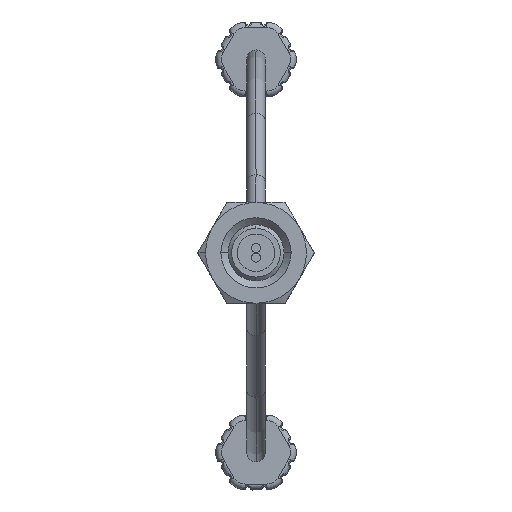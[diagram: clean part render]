
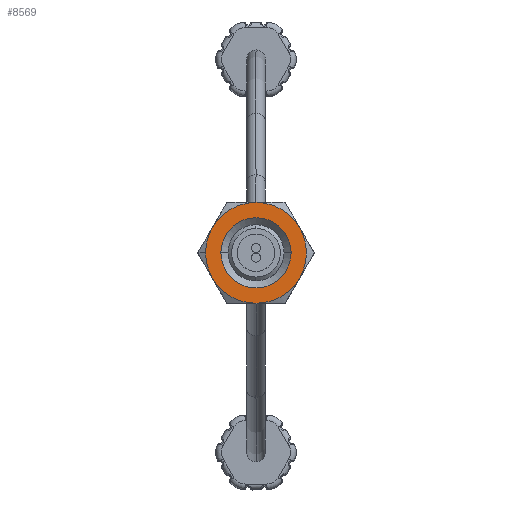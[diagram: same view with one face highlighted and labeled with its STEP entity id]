
A CAD part, top view. The second image highlights one B-rep face of the part: STEP entity #8569.
In plain terms, the highlighted planar face has unit normal (0, 0, 1).
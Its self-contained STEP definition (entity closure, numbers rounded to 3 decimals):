
#34=CARTESIAN_POINT('',(0.,0.,-2.95));
#35=DIRECTION('',(0.,0.,-1.));
#36=DIRECTION('',(-0.866,-0.5,0.));
#37=AXIS2_PLACEMENT_3D('',#34,#35,#36);
#39=CARTESIAN_POINT('',(0.,0.,-2.95));
#40=DIRECTION('',(0.,0.,-1.));
#41=DIRECTION('',(-1.,0.,0.));
#42=AXIS2_PLACEMENT_3D('',#39,#40,#41);
#44=CARTESIAN_POINT('',(0.,0.,-2.95));
#45=DIRECTION('',(0.,0.,-1.));
#46=DIRECTION('',(-0.866,0.5,0.));
#47=AXIS2_PLACEMENT_3D('',#44,#45,#46);
#49=CARTESIAN_POINT('',(0.,0.,-2.95));
#50=DIRECTION('',(0.,0.,-1.));
#51=DIRECTION('',(0.,1.,0.));
#52=AXIS2_PLACEMENT_3D('',#49,#50,#51);
#54=CARTESIAN_POINT('',(0.,0.,-2.95));
#55=DIRECTION('',(0.,0.,-1.));
#56=DIRECTION('',(0.866,0.5,0.));
#57=AXIS2_PLACEMENT_3D('',#54,#55,#56);
#59=CARTESIAN_POINT('',(0.,0.,-2.95));
#60=DIRECTION('',(0.,0.,-1.));
#61=DIRECTION('',(1.,0.,0.));
#62=AXIS2_PLACEMENT_3D('',#59,#60,#61);
#64=CARTESIAN_POINT('',(0.,0.,-2.95));
#65=DIRECTION('',(0.,0.,-1.));
#66=DIRECTION('',(0.866,-0.5,0.));
#67=AXIS2_PLACEMENT_3D('',#64,#65,#66);
#69=CARTESIAN_POINT('',(0.,0.,-2.95));
#70=DIRECTION('',(0.,0.,-1.));
#71=DIRECTION('',(0.,-1.,0.));
#72=AXIS2_PLACEMENT_3D('',#69,#70,#71);
#74=CARTESIAN_POINT('',(0.,0.,-2.95));
#75=DIRECTION('',(0.,0.,1.));
#76=DIRECTION('',(1.,0.,0.));
#77=AXIS2_PLACEMENT_3D('',#74,#75,#76);
#79=CARTESIAN_POINT('',(0.,0.,-2.95));
#80=DIRECTION('',(0.,0.,1.));
#81=DIRECTION('',(-1.,0.,0.));
#82=AXIS2_PLACEMENT_3D('',#79,#80,#81);
#7686=CARTESIAN_POINT('',(-2.338,-1.35,-2.95));
#7687=CARTESIAN_POINT('',(-2.7,0.,-2.95));
#7688=VERTEX_POINT('',#7686);
#7689=VERTEX_POINT('',#7687);
#7690=CARTESIAN_POINT('',(-2.338,1.35,-2.95));
#7691=VERTEX_POINT('',#7690);
#7692=CARTESIAN_POINT('',(0.,2.7,-2.95));
#7693=VERTEX_POINT('',#7692);
#7694=CARTESIAN_POINT('',(2.338,1.35,-2.95));
#7695=VERTEX_POINT('',#7694);
#7696=CARTESIAN_POINT('',(2.7,0.,-2.95));
#7697=VERTEX_POINT('',#7696);
#7698=CARTESIAN_POINT('',(2.338,-1.35,-2.95));
#7699=VERTEX_POINT('',#7698);
#7700=CARTESIAN_POINT('',(0.,-2.7,-2.95));
#7701=VERTEX_POINT('',#7700);
#7702=CARTESIAN_POINT('',(1.88,0.,-2.95));
#7703=CARTESIAN_POINT('',(-1.88,0.,-2.95));
#7704=VERTEX_POINT('',#7702);
#7705=VERTEX_POINT('',#7703);
#8540=CARTESIAN_POINT('',(0.,0.,-2.95));
#8541=DIRECTION('',(0.,0.,-1.));
#8542=DIRECTION('',(-1.,0.,0.));
#8543=AXIS2_PLACEMENT_3D('',#8540,#8541,#8542);
#8544=PLANE('',#8543);
#8546=ORIENTED_EDGE('',*,*,#8545,.T.);
#8548=ORIENTED_EDGE('',*,*,#8547,.T.);
#8550=ORIENTED_EDGE('',*,*,#8549,.T.);
#8552=ORIENTED_EDGE('',*,*,#8551,.T.);
#8554=ORIENTED_EDGE('',*,*,#8553,.T.);
#8556=ORIENTED_EDGE('',*,*,#8555,.T.);
#8558=ORIENTED_EDGE('',*,*,#8557,.T.);
#8560=ORIENTED_EDGE('',*,*,#8559,.T.);
#8561=EDGE_LOOP('',(#8546,#8548,#8550,#8552,#8554,#8556,#8558,#8560));
#8562=FACE_OUTER_BOUND('',#8561,.F.);
#8564=ORIENTED_EDGE('',*,*,#8563,.T.);
#8566=ORIENTED_EDGE('',*,*,#8565,.T.);
#8567=EDGE_LOOP('',(#8564,#8566));
#8568=FACE_BOUND('',#8567,.F.);
#8569=ADVANCED_FACE('',(#8562,#8568),#8544,.F.);
#38=CIRCLE('',#37,2.7);
#43=CIRCLE('',#42,2.7);
#48=CIRCLE('',#47,2.7);
#53=CIRCLE('',#52,2.7);
#58=CIRCLE('',#57,2.7);
#63=CIRCLE('',#62,2.7);
#68=CIRCLE('',#67,2.7);
#73=CIRCLE('',#72,2.7);
#78=CIRCLE('',#77,1.88);
#83=CIRCLE('',#82,1.88);
#8545=EDGE_CURVE('',#7688,#7689,#38,.T.);
#8547=EDGE_CURVE('',#7689,#7691,#43,.T.);
#8549=EDGE_CURVE('',#7691,#7693,#48,.T.);
#8551=EDGE_CURVE('',#7693,#7695,#53,.T.);
#8553=EDGE_CURVE('',#7695,#7697,#58,.T.);
#8555=EDGE_CURVE('',#7697,#7699,#63,.T.);
#8557=EDGE_CURVE('',#7699,#7701,#68,.T.);
#8559=EDGE_CURVE('',#7701,#7688,#73,.T.);
#8563=EDGE_CURVE('',#7704,#7705,#78,.T.);
#8565=EDGE_CURVE('',#7705,#7704,#83,.T.);
